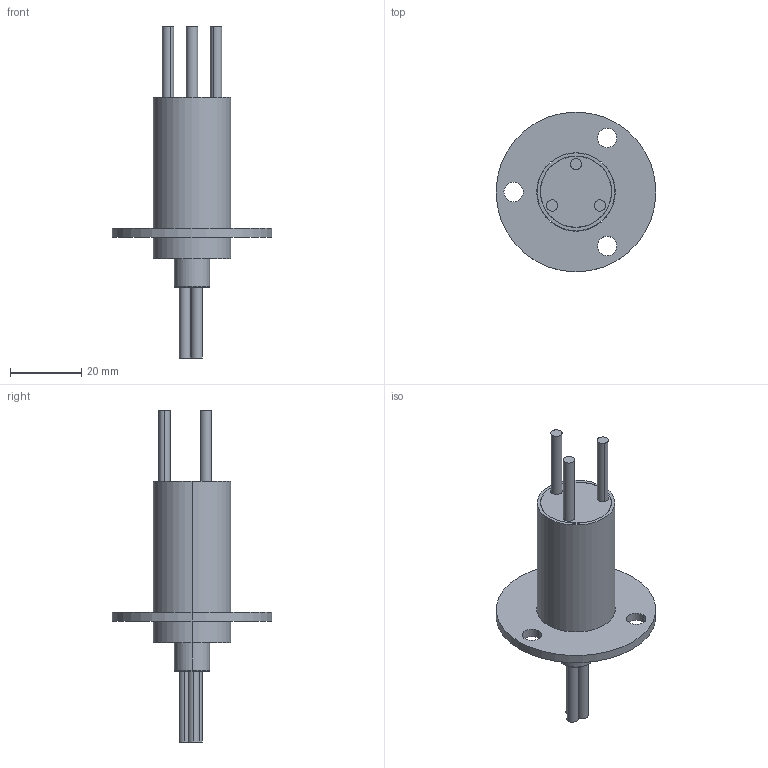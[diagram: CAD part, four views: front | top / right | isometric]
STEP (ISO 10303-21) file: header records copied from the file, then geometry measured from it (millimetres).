
FILE_DESCRIPTION (( 'STEP AP203' ), '1' );
FILE_NAME ('MW1330.STEP', '2025-04-24T07:10:34', ( 'AN' ), ( 'ANN' ), 'SwSTEP 2.0', 'SolidWorks 2018', '' );
FILE_SCHEMA (( 'CONFIG_CONTROL_DESIGN' ));
Length unit declared in the file: millimetre
Products named in the file (1): MW1330
Bounding box: 44.8 x 44.8 x 93.1 mm (x, y, z)
Volume: 21256.5 mm3; surface area: 8454.8 mm2
Topology: 2 solids, 2 shells, 51 faces, 106 edges, 70 vertices
Faces by surface type: cylinder 34, plane 15, torus 2
Entity records: 1487 total; most frequent: DIRECTION 282, CARTESIAN_POINT 228, ORIENTED_EDGE 212, AXIS2_PLACEMENT_3D 124, EDGE_CURVE 106, CIRCLE 72, EDGE_LOOP 70, VERTEX_POINT 70
